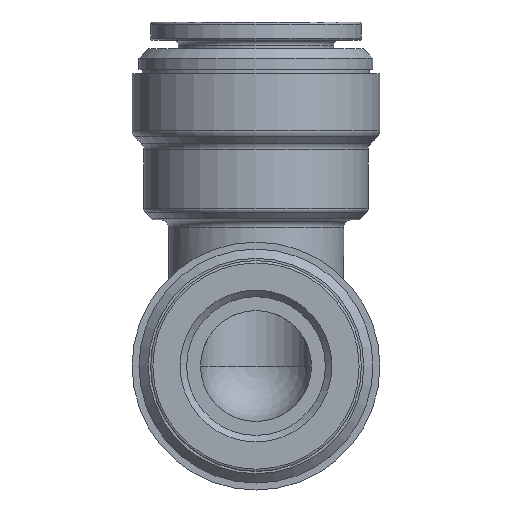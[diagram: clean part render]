
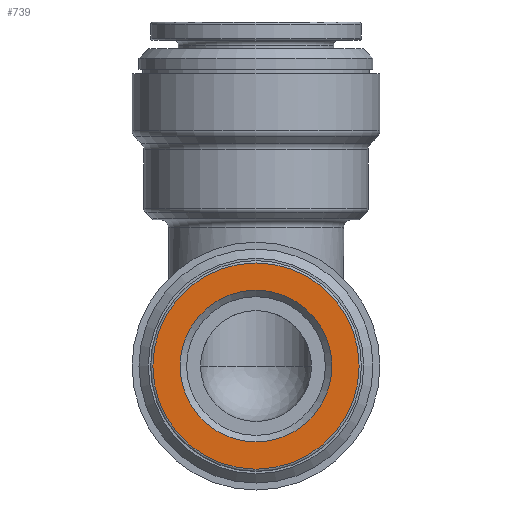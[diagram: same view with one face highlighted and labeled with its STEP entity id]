
A CAD part, front view. The second image highlights one B-rep face of the part: STEP entity #739.
In plain terms, the highlighted planar face has unit normal (0, -1, 0).
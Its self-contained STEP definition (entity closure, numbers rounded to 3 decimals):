
#34=PLANE('',#853);
#168=ORIENTED_EDGE('',*,*,#297,.F.);
#169=ORIENTED_EDGE('',*,*,#298,.T.);
#297=EDGE_CURVE('',#371,#371,#433,.F.);
#298=EDGE_CURVE('',#372,#372,#434,.T.);
#371=VERTEX_POINT('',#1331);
#372=VERTEX_POINT('',#1333);
#433=CIRCLE('',#854,8.207);
#434=CIRCLE('',#855,11.15);
#518=EDGE_LOOP('',(#168));
#519=EDGE_LOOP('',(#169));
#640=FACE_BOUND('',#518,.T.);
#641=FACE_BOUND('',#519,.T.);
#739=ADVANCED_FACE('',(#640,#641),#34,.F.);
#853=AXIS2_PLACEMENT_3D('',#1329,#1051,#1052);
#854=AXIS2_PLACEMENT_3D('',#1330,#1053,#1054);
#855=AXIS2_PLACEMENT_3D('',#1332,#1055,#1056);
#1051=DIRECTION('',(0.,1.,0.));
#1052=DIRECTION('',(0.,0.,1.));
#1053=DIRECTION('',(0.,1.,0.));
#1054=DIRECTION('',(0.,0.,1.));
#1055=DIRECTION('',(0.,-1.,0.));
#1056=DIRECTION('',(0.,0.,-1.));
#1329=CARTESIAN_POINT('',(0.,-37.2,-11.15));
#1330=CARTESIAN_POINT('',(0.,-37.2,0.));
#1331=CARTESIAN_POINT('',(0.,-37.2,8.207));
#1332=CARTESIAN_POINT('',(0.,-37.2,0.));
#1333=CARTESIAN_POINT('',(0.,-37.2,-11.15));
